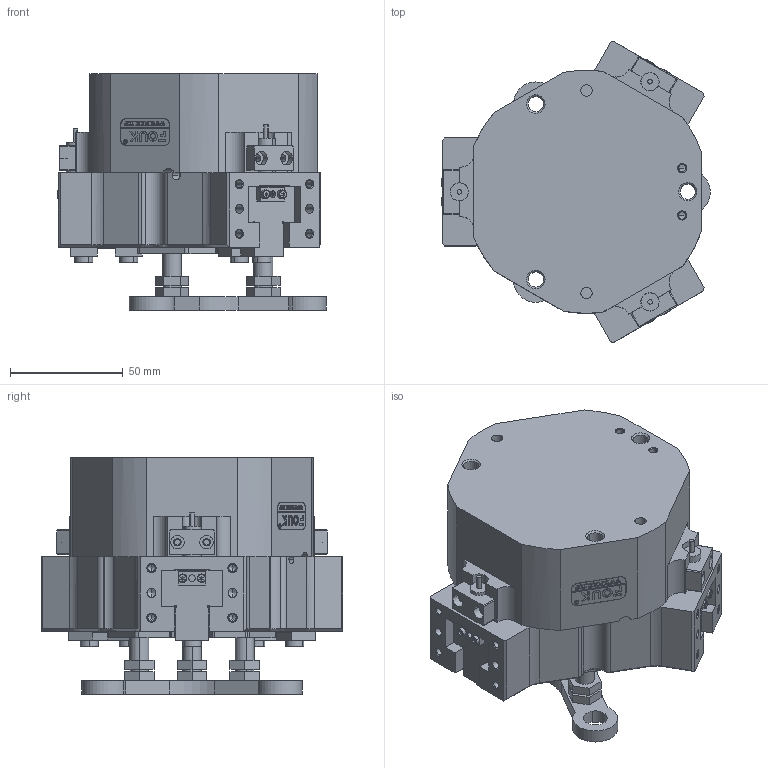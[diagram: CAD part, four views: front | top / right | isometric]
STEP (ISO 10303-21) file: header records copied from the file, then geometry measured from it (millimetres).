
FILE_DESCRIPTION (( 'STEP AP203' ), '1' );
FILE_NAME ('TZ75-136-L-C30.STEP', '2024-11-27T08:03:08', ( 'USER-' ), ( 'Microsoft' ), 'SwSTEP 2.0', 'SolidWorks 2018', '' );
FILE_SCHEMA (( 'CONFIG_CONTROL_DESIGN' ));
Length unit declared in the file: millimetre
Products named in the file (22): 埴翐芛_GB_FASTENER_SCREWS_HSHCS M2X8-N; TZ75-136-L-C30杅耀.sldasm-Part-19; TZ75-136-L-C30杅耀.sldasm-Part-11; TZ75-136-L-C30杅耀.sldasm-Part-14; TZ75-136-L-C30杅耀.sldasm-Part-5; TZ75-136-L-C30杅耀.sldasm-Part-7; TZ75-136-L-C30杅耀.sldasm-Part-13; TZ75-136-L-C30杅耀.sldasm-Part-24; TZ75-136-L-C30杅耀.sldasm-Part-15; 錨璃3; TZ75-136-L-C30; TZ75-136-L-C30杅耀.sldasm-Part-21; 25x12-R3; TZ75-136-L-C30杅耀.sldasm-Part-26; TZ75-136L-杅耀.sldasm-Part-22-1; 揤輸蚾饜极; TZ75-136-L-C30杅耀.sldasm-Part-18; TZ75-136-L-C30杅耀.sldasm-Part-3; TZ75-136-L-C30-P  芢蹋杅耀; 揤輸杅耀.sldasm-Part-9; TZ75-136-L-C30杅耀.sldasm-Part-9; TZ75芢裝
Assembly tree (35 placements, depth 3):
  TZ75-136-L-C30
    TZ75-136-L-C30杅耀.sldasm-Part-3
    TZ75-136-L-C30杅耀.sldasm-Part-5
    TZ75-136-L-C30杅耀.sldasm-Part-7
    TZ75-136-L-C30杅耀.sldasm-Part-9
    TZ75-136-L-C30杅耀.sldasm-Part-11
    TZ75-136-L-C30杅耀.sldasm-Part-13
    TZ75-136-L-C30杅耀.sldasm-Part-14
    TZ75-136-L-C30杅耀.sldasm-Part-15
    TZ75-136-L-C30杅耀.sldasm-Part-18
    TZ75-136-L-C30杅耀.sldasm-Part-19
    TZ75-136-L-C30杅耀.sldasm-Part-21  x3
    TZ75-136-L-C30杅耀.sldasm-Part-24  x2
    TZ75-136-L-C30杅耀.sldasm-Part-26  x2
    TZ75-136-L-C30-P  芢蹋杅耀
      TZ75芢裝  x3
      TZ75-136L-杅耀.sldasm-Part-22-1
      錨璃3  x6
    25x12-R3
    揤輸蚾饜极  x3
      揤輸杅耀.sldasm-Part-9
      埴翐芛_GB_FASTENER_SCREWS_HSHCS M2X8-N
Bounding box: 119.3 x 133.85 x 105 mm (x, y, z)
Volume: 703654.6 mm3; surface area: 126577.9 mm2
Topology: 37 solids, 45 shells, 1649 faces, 4159 edges, 2614 vertices
Faces by surface type: plane 707, cylinder 486, cone 289, bspline 155, torus 12
Entity records: 45603 total; most frequent: CARTESIAN_POINT 12927, ORIENTED_EDGE 6292, DIRECTION 6037, EDGE_CURVE 3146, AXIS2_PLACEMENT_3D 2079, VERTEX_POINT 2029, LINE 1879, VECTOR 1879
